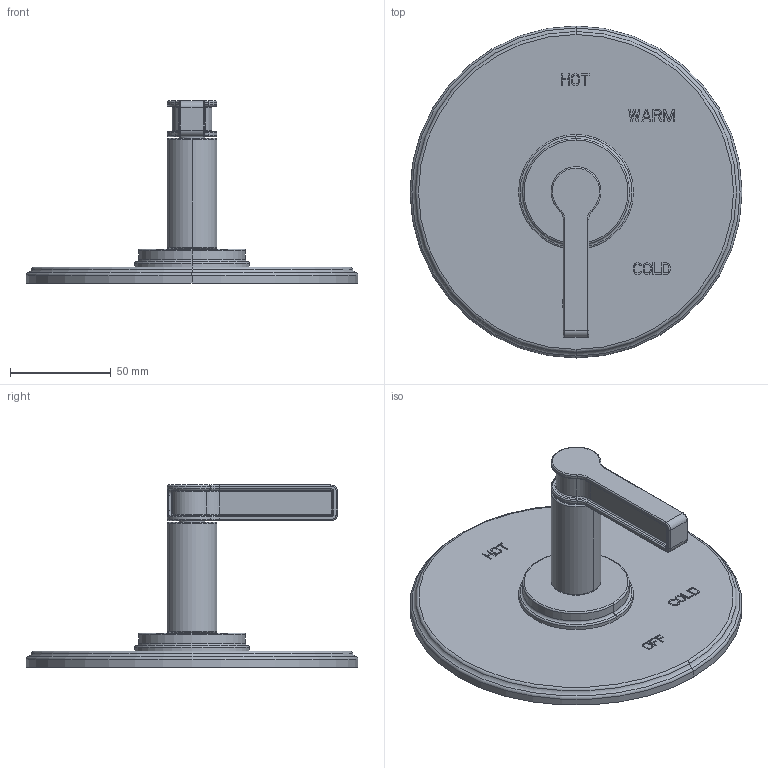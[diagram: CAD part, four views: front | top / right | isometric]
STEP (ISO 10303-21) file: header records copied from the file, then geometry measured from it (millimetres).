
FILE_DESCRIPTION((''),'2;1');
FILE_NAME('4-3274BP','2024-07-31T16:31:13',('rsmith'),(''),'CREO PARAMETRIC BY PTC INC, 2023134','CREO PARAMETRIC BY PTC INC, 2023134','');
FILE_SCHEMA(('CONFIG_CONTROL_DESIGN'));
Length unit declared in the file: inch
Products named in the file (1): 4-3274BP
Bounding box: 165.1 x 165.1 x 90.53 mm (x, y, z)
Volume: 93805.5 mm3; surface area: 60618.5 mm2
Topology: 1 solids, 1 shells, 470 faces, 1235 edges, 794 vertices
Faces by surface type: plane 349, cylinder 57, torus 52, bspline 12
Entity records: 14833 total; most frequent: CARTESIAN_POINT 3111, ORIENTED_EDGE 2470, DIRECTION 2341, EDGE_CURVE 1235, VECTOR 1013, LINE 1013, VERTEX_POINT 794, AXIS2_PLACEMENT_3D 664
